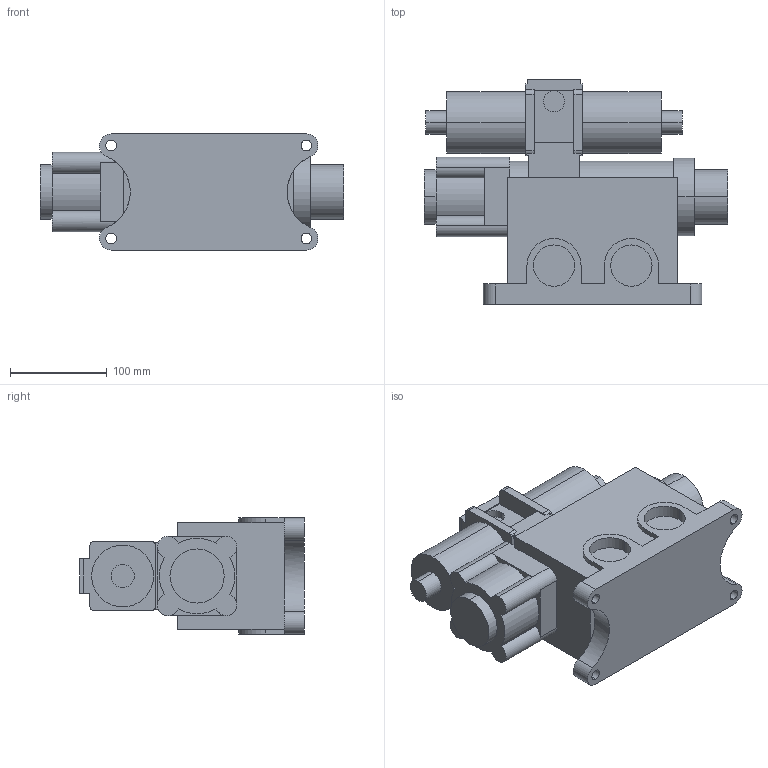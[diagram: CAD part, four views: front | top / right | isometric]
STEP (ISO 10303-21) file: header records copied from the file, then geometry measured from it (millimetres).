
FILE_DESCRIPTION (( 'STEP AP214' ), '1' );
FILE_NAME ('MVD120CD-32A.STEP', '2025-11-11T08:56:06', ( '' ), ( '' ), 'SwSTEP 2.0', 'SolidWorks 2024', '' );
FILE_SCHEMA (( 'AUTOMOTIVE_DESIGN' ));
Length unit declared in the file: millimetre
Products named in the file (1): MVD120CD-32A
Bounding box: 313.5 x 232.5 x 120 mm (x, y, z)
Volume: 4177498.1 mm3; surface area: 243730.1 mm2
Topology: 1 solids, 1 shells, 148 faces, 399 edges, 264 vertices
Faces by surface type: plane 85, cylinder 63
Entity records: 4716 total; most frequent: DIRECTION 839, CARTESIAN_POINT 812, ORIENTED_EDGE 798, EDGE_CURVE 399, AXIS2_PLACEMENT_3D 291, VERTEX_POINT 264, VECTOR 257, LINE 257
